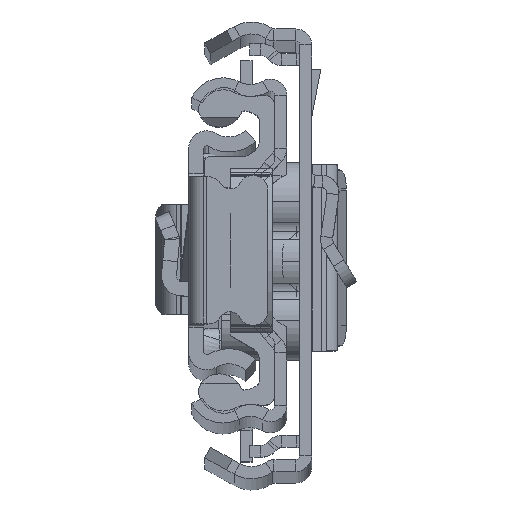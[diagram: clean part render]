
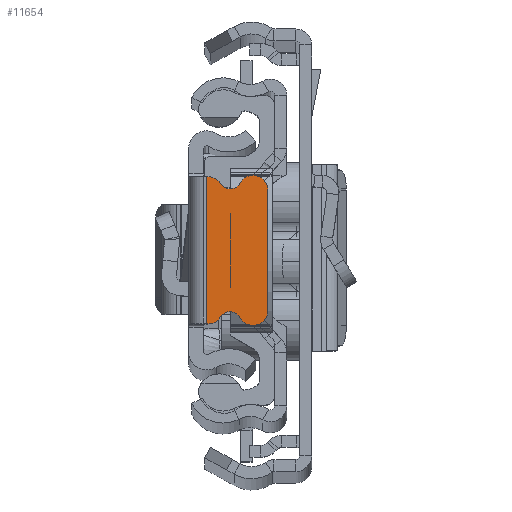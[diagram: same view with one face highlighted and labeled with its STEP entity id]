
A CAD part, top view. The second image highlights one B-rep face of the part: STEP entity #11654.
In plain terms, the highlighted planar face has unit normal (0, 0, 1).
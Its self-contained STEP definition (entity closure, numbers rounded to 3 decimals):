
#543 = CARTESIAN_POINT ( 'NONE',  ( -1.75, -7.37, 0. ) ) ;
#546 = EDGE_CURVE ( 'NONE', #15986, #10616, #12502, .T. ) ;
#650 = CIRCLE ( 'NONE', #6595, 1.5 ) ;
#672 = ORIENTED_EDGE ( 'NONE', *, *, #23917, .T. ) ;
#1338 = DIRECTION ( 'NONE',  ( 0., 0., -1. ) ) ;
#1457 = CIRCLE ( 'NONE', #4872, 1.1 ) ;
#3264 = DIRECTION ( 'NONE',  ( 1., 0., 0. ) ) ;
#4149 = DIRECTION ( 'NONE',  ( -1., 0., 0. ) ) ;
#4872 = AXIS2_PLACEMENT_3D ( 'NONE', #10927, #15425, #21451 ) ;
#4942 = VERTEX_POINT ( 'NONE', #8772 ) ;
#5555 = CARTESIAN_POINT ( 'NONE',  ( 644.071, 0., 0. ) ) ;
#5676 = FACE_OUTER_BOUND ( 'NONE', #12061, .T. ) ;
#5854 = ORIENTED_EDGE ( 'NONE', *, *, #20177, .T. ) ;
#6089 = CARTESIAN_POINT ( 'NONE',  ( -7.929, 6., 0. ) ) ;
#6166 = LINE ( 'NONE', #14298, #8803 ) ;
#6400 = CARTESIAN_POINT ( 'NONE',  ( -1.929, 5.87, 0. ) ) ;
#6595 = AXIS2_PLACEMENT_3D ( 'NONE', #6400, #24413, #4149 ) ;
#6801 = DIRECTION ( 'NONE',  ( 1., 0., 0. ) ) ;
#7516 = CARTESIAN_POINT ( 'NONE',  ( -1.929, -5.87, 0. ) ) ;
#7871 = VECTOR ( 'NONE', #17294, 1000. ) ;
#8299 = EDGE_CURVE ( 'NONE', #19567, #10857, #6166, .T. ) ;
#8511 = ORIENTED_EDGE ( 'NONE', *, *, #546, .T. ) ;
#8772 = CARTESIAN_POINT ( 'NONE',  ( -1.929, 7.37, 0. ) ) ;
#8803 = VECTOR ( 'NONE', #15343, 1000. ) ;
#8851 = CARTESIAN_POINT ( 'NONE',  ( -5.109, -6.713, 0. ) ) ;
#9530 = DIRECTION ( 'NONE',  ( 0., 0., 1. ) ) ;
#9965 = CIRCLE ( 'NONE', #19764, 1.5 ) ;
#10616 = VERTEX_POINT ( 'NONE', #21277 ) ;
#10632 = DIRECTION ( 'NONE',  ( 0., 0., 1. ) ) ;
#10857 = VERTEX_POINT ( 'NONE', #543 ) ;
#10927 = CARTESIAN_POINT ( 'NONE',  ( -4.142, -7.236, 0. ) ) ;
#11156 = VERTEX_POINT ( 'NONE', #15982 ) ;
#11474 = CARTESIAN_POINT ( 'NONE',  ( -4.142, 7.236, 0. ) ) ;
#11654 = ADVANCED_FACE ( 'NONE', ( #5676 ), #17812, .T. ) ;
#11805 = AXIS2_PLACEMENT_3D ( 'NONE', #25551, #9530, #25817 ) ;
#11909 = CARTESIAN_POINT ( 'NONE',  ( -3.206, 6.658, 0. ) ) ;
#12061 = EDGE_LOOP ( 'NONE', ( #24827, #17589, #672, #8511, #24801, #22487, #13669, #23632, #5854, #13407 ) ) ;
#12237 = CIRCLE ( 'NONE', #23746, 1.5 ) ;
#12348 = EDGE_CURVE ( 'NONE', #24695, #11156, #1457, .T. ) ;
#12421 = VECTOR ( 'NONE', #12879, 1000. ) ;
#12502 = CIRCLE ( 'NONE', #14624, 1.1 ) ;
#12879 = DIRECTION ( 'NONE',  ( -1., 0., 0. ) ) ;
#12999 = CARTESIAN_POINT ( 'NONE',  ( -6.429, 6., 0. ) ) ;
#13298 = CARTESIAN_POINT ( 'NONE',  ( -7.929, -6., 0. ) ) ;
#13391 = DIRECTION ( 'NONE',  ( 1., 0., 0. ) ) ;
#13407 = ORIENTED_EDGE ( 'NONE', *, *, #17943, .F. ) ;
#13669 = ORIENTED_EDGE ( 'NONE', *, *, #15675, .T. ) ;
#14298 = CARTESIAN_POINT ( 'NONE',  ( -1.75, 0., 0. ) ) ;
#14370 = CIRCLE ( 'NONE', #11805, 1.5 ) ;
#14624 = AXIS2_PLACEMENT_3D ( 'NONE', #11474, #1338, #6801 ) ;
#15117 = DIRECTION ( 'NONE',  ( -1., 0., 0. ) ) ;
#15343 = DIRECTION ( 'NONE',  ( 0., -1., 0. ) ) ;
#15425 = DIRECTION ( 'NONE',  ( 0., 0., -1. ) ) ;
#15461 = VERTEX_POINT ( 'NONE', #6089 ) ;
#15465 = AXIS2_PLACEMENT_3D ( 'NONE', #5555, #17936, #13391 ) ;
#15555 = EDGE_CURVE ( 'NONE', #10616, #15461, #12237, .T. ) ;
#15675 = EDGE_CURVE ( 'NONE', #24001, #24695, #14370, .T. ) ;
#15982 = CARTESIAN_POINT ( 'NONE',  ( -3.206, -6.658, 0. ) ) ;
#15986 = VERTEX_POINT ( 'NONE', #11909 ) ;
#17155 = CARTESIAN_POINT ( 'NONE',  ( -1.929, 7.37, 0. ) ) ;
#17294 = DIRECTION ( 'NONE',  ( 1., 0., 0. ) ) ;
#17589 = ORIENTED_EDGE ( 'NONE', *, *, #21234, .F. ) ;
#17699 = EDGE_CURVE ( 'NONE', #15461, #24001, #23725, .T. ) ;
#17812 = PLANE ( 'NONE',  #15465 ) ;
#17936 = DIRECTION ( 'NONE',  ( 0., 0., 1. ) ) ;
#17943 = EDGE_CURVE ( 'NONE', #10857, #25275, #24774, .T. ) ;
#19567 = VERTEX_POINT ( 'NONE', #23504 ) ;
#19764 = AXIS2_PLACEMENT_3D ( 'NONE', #7516, #20060, #3264 ) ;
#20060 = DIRECTION ( 'NONE',  ( 0., 0., 1. ) ) ;
#20177 = EDGE_CURVE ( 'NONE', #11156, #25275, #9965, .T. ) ;
#20250 = CARTESIAN_POINT ( 'NONE',  ( -1.929, -7.37, 0. ) ) ;
#21234 = EDGE_CURVE ( 'NONE', #4942, #19567, #25701, .T. ) ;
#21277 = CARTESIAN_POINT ( 'NONE',  ( -5.109, 6.713, 0. ) ) ;
#21451 = DIRECTION ( 'NONE',  ( -1., 0., 0. ) ) ;
#22487 = ORIENTED_EDGE ( 'NONE', *, *, #17699, .T. ) ;
#23033 = CARTESIAN_POINT ( 'NONE',  ( -1.929, -7.37, 0. ) ) ;
#23060 = VECTOR ( 'NONE', #23465, 1000. ) ;
#23465 = DIRECTION ( 'NONE',  ( 0., -1., 0. ) ) ;
#23504 = CARTESIAN_POINT ( 'NONE',  ( -1.75, 7.37, 0. ) ) ;
#23632 = ORIENTED_EDGE ( 'NONE', *, *, #12348, .T. ) ;
#23725 = LINE ( 'NONE', #13298, #23060 ) ;
#23746 = AXIS2_PLACEMENT_3D ( 'NONE', #12999, #10632, #15117 ) ;
#23917 = EDGE_CURVE ( 'NONE', #4942, #15986, #650, .T. ) ;
#24001 = VERTEX_POINT ( 'NONE', #24682 ) ;
#24413 = DIRECTION ( 'NONE',  ( 0., 0., 1. ) ) ;
#24682 = CARTESIAN_POINT ( 'NONE',  ( -7.929, -6., 0. ) ) ;
#24695 = VERTEX_POINT ( 'NONE', #8851 ) ;
#24774 = LINE ( 'NONE', #23033, #12421 ) ;
#24801 = ORIENTED_EDGE ( 'NONE', *, *, #15555, .T. ) ;
#24827 = ORIENTED_EDGE ( 'NONE', *, *, #8299, .F. ) ;
#25275 = VERTEX_POINT ( 'NONE', #20250 ) ;
#25551 = CARTESIAN_POINT ( 'NONE',  ( -6.429, -6., 0. ) ) ;
#25701 = LINE ( 'NONE', #17155, #7871 ) ;
#25817 = DIRECTION ( 'NONE',  ( 1., 0., 0. ) ) ;
